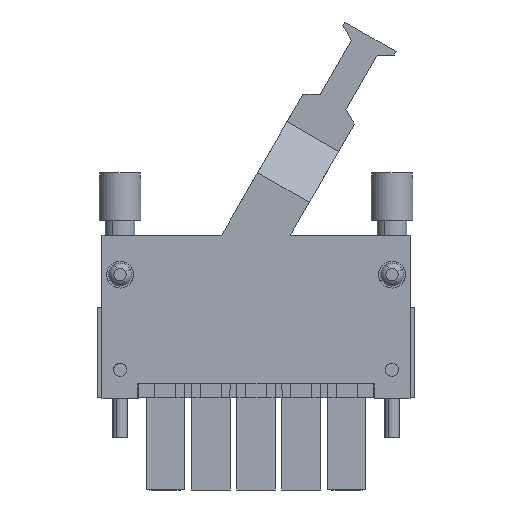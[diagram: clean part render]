
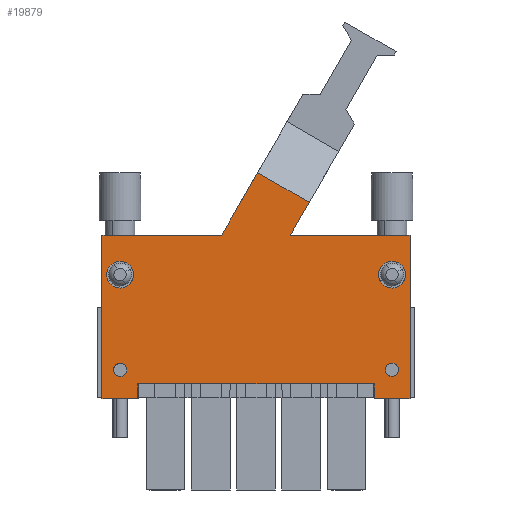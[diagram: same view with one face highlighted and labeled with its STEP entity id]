
A CAD part, front view. The second image highlights one B-rep face of the part: STEP entity #19879.
In plain terms, the highlighted planar face has unit normal (0, -1, 0).
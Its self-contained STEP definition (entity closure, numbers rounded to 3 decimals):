
#19707=AXIS2_PLACEMENT_3D('Plane Axis2P3D',#19704,#19705,#19706) ;
#19809=AXIS2_PLACEMENT_3D('Circle Axis2P3D',#19807,#19808,$) ;
#19818=AXIS2_PLACEMENT_3D('Circle Axis2P3D',#19816,#19817,$) ;
#19827=AXIS2_PLACEMENT_3D('Circle Axis2P3D',#19825,#19826,$) ;
#19836=AXIS2_PLACEMENT_3D('Circle Axis2P3D',#19834,#19835,$) ;
#19845=AXIS2_PLACEMENT_3D('Circle Axis2P3D',#19843,#19844,$) ;
#19854=AXIS2_PLACEMENT_3D('Circle Axis2P3D',#19852,#19853,$) ;
#19863=AXIS2_PLACEMENT_3D('Circle Axis2P3D',#19861,#19862,$) ;
#19872=AXIS2_PLACEMENT_3D('Circle Axis2P3D',#19870,#19871,$) ;
#19704=CARTESIAN_POINT('Axis2P3D Location',(0.,1.6,0.)) ;
#19709=CARTESIAN_POINT('Line Origine',(49.569,1.6,15.35)) ;
#19713=CARTESIAN_POINT('Vertex',(46.579,1.6,15.35)) ;
#19715=CARTESIAN_POINT('Vertex',(52.559,1.6,15.35)) ;
#19718=CARTESIAN_POINT('Line Origine',(52.559,1.6,29.1)) ;
#19722=CARTESIAN_POINT('Vertex',(52.559,1.6,42.85)) ;
#19725=CARTESIAN_POINT('Line Origine',(42.501,1.6,42.85)) ;
#19729=CARTESIAN_POINT('Vertex',(32.443,1.6,42.85)) ;
#19732=CARTESIAN_POINT('Line Origine',(34.03,1.6,45.599)) ;
#19736=CARTESIAN_POINT('Vertex',(35.617,1.6,48.347)) ;
#19739=CARTESIAN_POINT('Line Origine',(31.287,1.6,50.847)) ;
#19743=CARTESIAN_POINT('Vertex',(26.957,1.6,53.347)) ;
#19746=CARTESIAN_POINT('Line Origine',(23.926,1.6,48.099)) ;
#19750=CARTESIAN_POINT('Vertex',(20.896,1.6,42.85)) ;
#19753=CARTESIAN_POINT('Line Origine',(10.838,1.6,42.85)) ;
#19757=CARTESIAN_POINT('Vertex',(0.78,1.6,42.85)) ;
#19760=CARTESIAN_POINT('Line Origine',(0.78,1.6,29.1)) ;
#19764=CARTESIAN_POINT('Vertex',(0.78,1.6,15.35)) ;
#19767=CARTESIAN_POINT('Line Origine',(3.77,1.6,15.35)) ;
#19771=CARTESIAN_POINT('Vertex',(6.76,1.6,15.35)) ;
#19774=CARTESIAN_POINT('Line Origine',(6.76,1.6,16.6)) ;
#19778=CARTESIAN_POINT('Vertex',(6.76,1.6,17.85)) ;
#19781=CARTESIAN_POINT('Line Origine',(26.67,1.6,17.85)) ;
#19785=CARTESIAN_POINT('Vertex',(46.579,1.6,17.85)) ;
#19788=CARTESIAN_POINT('Line Origine',(46.579,1.6,16.6)) ;
#19807=CARTESIAN_POINT('Axis2P3D Location',(3.81,1.6,20.2)) ;
#19811=CARTESIAN_POINT('Vertex',(4.775,1.6,20.727)) ;
#19813=CARTESIAN_POINT('Vertex',(2.845,1.6,19.673)) ;
#19816=CARTESIAN_POINT('Axis2P3D Location',(3.81,1.6,20.2)) ;
#19825=CARTESIAN_POINT('Axis2P3D Location',(3.81,1.6,36.6)) ;
#19829=CARTESIAN_POINT('Vertex',(2.406,1.6,35.833)) ;
#19831=CARTESIAN_POINT('Vertex',(5.214,1.6,37.367)) ;
#19834=CARTESIAN_POINT('Axis2P3D Location',(3.81,1.6,36.6)) ;
#19843=CARTESIAN_POINT('Axis2P3D Location',(49.53,1.6,36.6)) ;
#19847=CARTESIAN_POINT('Vertex',(48.126,1.6,37.367)) ;
#19849=CARTESIAN_POINT('Vertex',(50.934,1.6,35.833)) ;
#19852=CARTESIAN_POINT('Axis2P3D Location',(49.53,1.6,36.6)) ;
#19861=CARTESIAN_POINT('Axis2P3D Location',(49.53,1.6,20.2)) ;
#19865=CARTESIAN_POINT('Vertex',(50.495,1.6,19.673)) ;
#19867=CARTESIAN_POINT('Vertex',(48.565,1.6,20.727)) ;
#19870=CARTESIAN_POINT('Axis2P3D Location',(49.53,1.6,20.2)) ;
#19705=DIRECTION('Axis2P3D Direction',(0.,-1.,0.)) ;
#19706=DIRECTION('Axis2P3D XDirection',(1.,0.,0.)) ;
#19710=DIRECTION('Vector Direction',(1.,0.,0.)) ;
#19719=DIRECTION('Vector Direction',(0.,0.,-1.)) ;
#19726=DIRECTION('Vector Direction',(-1.,0.,0.)) ;
#19733=DIRECTION('Vector Direction',(0.5,0.,0.866)) ;
#19740=DIRECTION('Vector Direction',(0.866,0.,-0.5)) ;
#19747=DIRECTION('Vector Direction',(-0.5,0.,-0.866)) ;
#19754=DIRECTION('Vector Direction',(1.,0.,0.)) ;
#19761=DIRECTION('Vector Direction',(0.,0.,-1.)) ;
#19768=DIRECTION('Vector Direction',(-1.,0.,0.)) ;
#19775=DIRECTION('Vector Direction',(0.,0.,1.)) ;
#19782=DIRECTION('Vector Direction',(-1.,0.,0.)) ;
#19789=DIRECTION('Vector Direction',(0.,0.,-1.)) ;
#19808=DIRECTION('Axis2P3D Direction',(0.,-1.,0.)) ;
#19817=DIRECTION('Axis2P3D Direction',(0.,-1.,0.)) ;
#19826=DIRECTION('Axis2P3D Direction',(0.,-1.,0.)) ;
#19835=DIRECTION('Axis2P3D Direction',(0.,-1.,0.)) ;
#19844=DIRECTION('Axis2P3D Direction',(0.,-1.,0.)) ;
#19853=DIRECTION('Axis2P3D Direction',(0.,-1.,0.)) ;
#19862=DIRECTION('Axis2P3D Direction',(0.,-1.,0.)) ;
#19871=DIRECTION('Axis2P3D Direction',(0.,-1.,0.)) ;
#19711=VECTOR('Line Direction',#19710,1.) ;
#19720=VECTOR('Line Direction',#19719,1.) ;
#19727=VECTOR('Line Direction',#19726,1.) ;
#19734=VECTOR('Line Direction',#19733,1.) ;
#19741=VECTOR('Line Direction',#19740,1.) ;
#19748=VECTOR('Line Direction',#19747,1.) ;
#19755=VECTOR('Line Direction',#19754,1.) ;
#19762=VECTOR('Line Direction',#19761,1.) ;
#19769=VECTOR('Line Direction',#19768,1.) ;
#19776=VECTOR('Line Direction',#19775,1.) ;
#19783=VECTOR('Line Direction',#19782,1.) ;
#19790=VECTOR('Line Direction',#19789,1.) ;
#19794=ORIENTED_EDGE('',*,*,#19717,.T.) ;
#19795=ORIENTED_EDGE('',*,*,#19724,.T.) ;
#19796=ORIENTED_EDGE('',*,*,#19731,.T.) ;
#19797=ORIENTED_EDGE('',*,*,#19738,.T.) ;
#19798=ORIENTED_EDGE('',*,*,#19745,.F.) ;
#19799=ORIENTED_EDGE('',*,*,#19752,.T.) ;
#19800=ORIENTED_EDGE('',*,*,#19759,.T.) ;
#19801=ORIENTED_EDGE('',*,*,#19766,.T.) ;
#19802=ORIENTED_EDGE('',*,*,#19773,.T.) ;
#19803=ORIENTED_EDGE('',*,*,#19780,.T.) ;
#19804=ORIENTED_EDGE('',*,*,#19787,.T.) ;
#19805=ORIENTED_EDGE('',*,*,#19792,.T.) ;
#19822=ORIENTED_EDGE('',*,*,#19815,.F.) ;
#19823=ORIENTED_EDGE('',*,*,#19820,.F.) ;
#19840=ORIENTED_EDGE('',*,*,#19833,.F.) ;
#19841=ORIENTED_EDGE('',*,*,#19838,.F.) ;
#19858=ORIENTED_EDGE('',*,*,#19851,.F.) ;
#19859=ORIENTED_EDGE('',*,*,#19856,.F.) ;
#19876=ORIENTED_EDGE('',*,*,#19869,.F.) ;
#19877=ORIENTED_EDGE('',*,*,#19874,.F.) ;
#19824=FACE_BOUND('',#19821,.T.) ;
#19842=FACE_BOUND('',#19839,.T.) ;
#19860=FACE_BOUND('',#19857,.T.) ;
#19878=FACE_BOUND('',#19875,.T.) ;
#19879=ADVANCED_FACE('42957_SIBL BVZ(F)7.62HP-04_150 GB',(#19806,#19824,#19842,#19860,#19878),#19708,.T.) ;
#19810=CIRCLE('generated circle',#19809,1.1) ;
#19819=CIRCLE('generated circle',#19818,1.1) ;
#19828=CIRCLE('generated circle',#19827,1.6) ;
#19837=CIRCLE('generated circle',#19836,1.6) ;
#19846=CIRCLE('generated circle',#19845,1.6) ;
#19855=CIRCLE('generated circle',#19854,1.6) ;
#19864=CIRCLE('generated circle',#19863,1.1) ;
#19873=CIRCLE('generated circle',#19872,1.1) ;
#19717=EDGE_CURVE('',#19714,#19716,#19712,.T.) ;
#19724=EDGE_CURVE('',#19716,#19723,#19721,.F.) ;
#19731=EDGE_CURVE('',#19723,#19730,#19728,.T.) ;
#19738=EDGE_CURVE('',#19730,#19737,#19735,.T.) ;
#19745=EDGE_CURVE('',#19744,#19737,#19742,.T.) ;
#19752=EDGE_CURVE('',#19744,#19751,#19749,.T.) ;
#19759=EDGE_CURVE('',#19751,#19758,#19756,.F.) ;
#19766=EDGE_CURVE('',#19758,#19765,#19763,.T.) ;
#19773=EDGE_CURVE('',#19765,#19772,#19770,.F.) ;
#19780=EDGE_CURVE('',#19772,#19779,#19777,.T.) ;
#19787=EDGE_CURVE('',#19779,#19786,#19784,.F.) ;
#19792=EDGE_CURVE('',#19786,#19714,#19791,.T.) ;
#19815=EDGE_CURVE('',#19812,#19814,#19810,.T.) ;
#19820=EDGE_CURVE('',#19814,#19812,#19819,.T.) ;
#19833=EDGE_CURVE('',#19830,#19832,#19828,.T.) ;
#19838=EDGE_CURVE('',#19832,#19830,#19837,.T.) ;
#19851=EDGE_CURVE('',#19848,#19850,#19846,.T.) ;
#19856=EDGE_CURVE('',#19850,#19848,#19855,.T.) ;
#19869=EDGE_CURVE('',#19866,#19868,#19864,.T.) ;
#19874=EDGE_CURVE('',#19868,#19866,#19873,.T.) ;
#19793=EDGE_LOOP('',(#19794,#19795,#19796,#19797,#19798,#19799,#19800,#19801,#19802,#19803,#19804,#19805)) ;
#19821=EDGE_LOOP('',(#19822,#19823)) ;
#19839=EDGE_LOOP('',(#19840,#19841)) ;
#19857=EDGE_LOOP('',(#19858,#19859)) ;
#19875=EDGE_LOOP('',(#19876,#19877)) ;
#19806=FACE_OUTER_BOUND('',#19793,.T.) ;
#19712=LINE('Line',#19709,#19711) ;
#19721=LINE('Line',#19718,#19720) ;
#19728=LINE('Line',#19725,#19727) ;
#19735=LINE('Line',#19732,#19734) ;
#19742=LINE('Line',#19739,#19741) ;
#19749=LINE('Line',#19746,#19748) ;
#19756=LINE('Line',#19753,#19755) ;
#19763=LINE('Line',#19760,#19762) ;
#19770=LINE('Line',#19767,#19769) ;
#19777=LINE('Line',#19774,#19776) ;
#19784=LINE('Line',#19781,#19783) ;
#19791=LINE('Line',#19788,#19790) ;
#19708=PLANE('',#19707) ;
#19714=VERTEX_POINT('',#19713) ;
#19716=VERTEX_POINT('',#19715) ;
#19723=VERTEX_POINT('',#19722) ;
#19730=VERTEX_POINT('',#19729) ;
#19737=VERTEX_POINT('',#19736) ;
#19744=VERTEX_POINT('',#19743) ;
#19751=VERTEX_POINT('',#19750) ;
#19758=VERTEX_POINT('',#19757) ;
#19765=VERTEX_POINT('',#19764) ;
#19772=VERTEX_POINT('',#19771) ;
#19779=VERTEX_POINT('',#19778) ;
#19786=VERTEX_POINT('',#19785) ;
#19812=VERTEX_POINT('',#19811) ;
#19814=VERTEX_POINT('',#19813) ;
#19830=VERTEX_POINT('',#19829) ;
#19832=VERTEX_POINT('',#19831) ;
#19848=VERTEX_POINT('',#19847) ;
#19850=VERTEX_POINT('',#19849) ;
#19866=VERTEX_POINT('',#19865) ;
#19868=VERTEX_POINT('',#19867) ;
